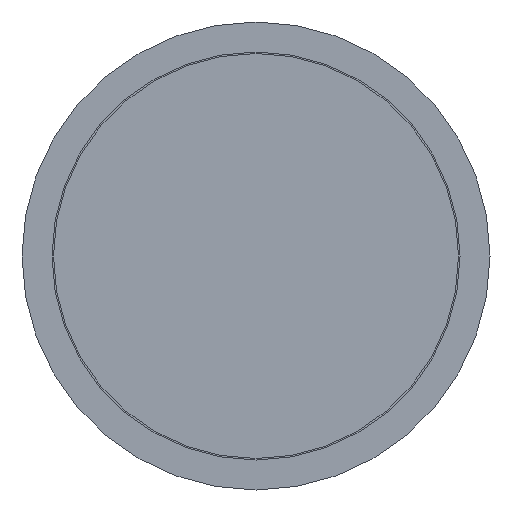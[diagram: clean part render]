
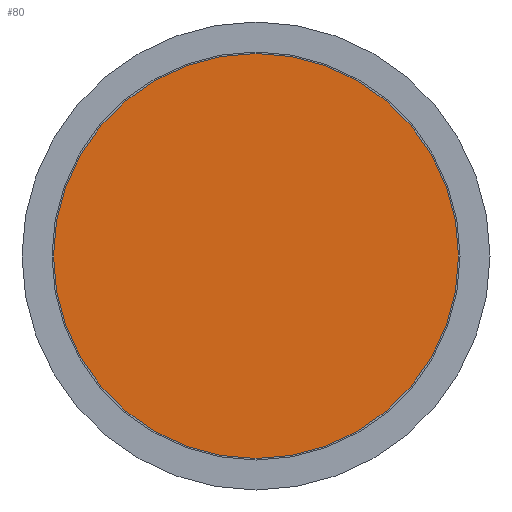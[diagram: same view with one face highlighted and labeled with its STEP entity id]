
A CAD part, front view. The second image highlights one B-rep face of the part: STEP entity #80.
In plain terms, the highlighted planar face has unit normal (0, -1, 0).
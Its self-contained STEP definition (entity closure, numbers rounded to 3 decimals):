
#4 = AXIS2_PLACEMENT_3D ( 'NONE', #519, #437, #308 ) ;
#29 = EDGE_CURVE ( 'NONE', #314, #314, #457, .T. ) ;
#80 = ADVANCED_FACE ( 'NONE', ( #141 ), #349, .F. ) ;
#81 = EDGE_LOOP ( 'NONE', ( #241 ) ) ;
#93 = CARTESIAN_POINT ( 'NONE',  ( 0., 0., 0. ) ) ;
#141 = FACE_OUTER_BOUND ( 'NONE', #81, .T. ) ;
#228 = DIRECTION ( 'NONE',  ( 0., 0., -1. ) ) ;
#241 = ORIENTED_EDGE ( 'NONE', *, *, #29, .T. ) ;
#269 = DIRECTION ( 'NONE',  ( 0., -1., 0. ) ) ;
#308 = DIRECTION ( 'NONE',  ( 0., 0., 1. ) ) ;
#314 = VERTEX_POINT ( 'NONE', #435 ) ;
#349 = PLANE ( 'NONE',  #4 ) ;
#435 = CARTESIAN_POINT ( 'NONE',  ( 0., 0., -33.75 ) ) ;
#437 = DIRECTION ( 'NONE',  ( 0., 1., 0. ) ) ;
#457 = CIRCLE ( 'NONE', #482, 33.75 ) ;
#482 = AXIS2_PLACEMENT_3D ( 'NONE', #93, #269, #228 ) ;
#519 = CARTESIAN_POINT ( 'NONE',  ( -33.75, 0., 0. ) ) ;
